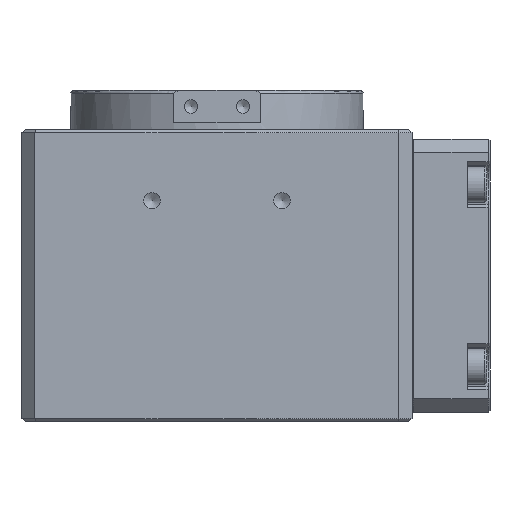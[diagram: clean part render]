
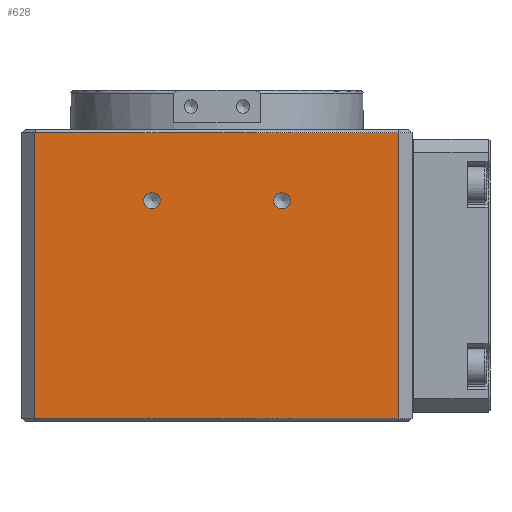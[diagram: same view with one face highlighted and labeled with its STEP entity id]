
A CAD part, left-side view. The second image highlights one B-rep face of the part: STEP entity #628.
In plain terms, the highlighted planar face has unit normal (-1, 0, 0).
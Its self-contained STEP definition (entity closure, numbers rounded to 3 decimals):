
#628 = ADVANCED_FACE( '', ( #1406, #1407, #1408 ), #1409, .F. );
#1406 = FACE_BOUND( '', #6123, .T. );
#1407 = FACE_BOUND( '', #6124, .T. );
#1408 = FACE_OUTER_BOUND( '', #6125, .T. );
#1409 = PLANE( '', #6126 );
#6123 = EDGE_LOOP( '', ( #14192 ) );
#6124 = EDGE_LOOP( '', ( #14193 ) );
#6125 = EDGE_LOOP( '', ( #14194, #14195, #14196, #14197 ) );
#6126 = AXIS2_PLACEMENT_3D( '', #14198, #14199, #14200 );
#14192 = ORIENTED_EDGE( '', *, *, #15610, .T. );
#14193 = ORIENTED_EDGE( '', *, *, #15289, .T. );
#14194 = ORIENTED_EDGE( '', *, *, #15611, .T. );
#14195 = ORIENTED_EDGE( '', *, *, #15612, .T. );
#14196 = ORIENTED_EDGE( '', *, *, #15488, .T. );
#14197 = ORIENTED_EDGE( '', *, *, #15579, .T. );
#14198 = CARTESIAN_POINT( '', ( -42., 30., 22.5 ) );
#14199 = DIRECTION( '', ( 1., 0., 0. ) );
#14200 = DIRECTION( '', ( 0., 1., 0. ) );
#15289 = EDGE_CURVE( '', #16087, #16087, #16088, .T. );
#15488 = EDGE_CURVE( '', #16407, #16408, #16409, .T. );
#15579 = EDGE_CURVE( '', #16408, #16079, #16536, .T. );
#15610 = EDGE_CURVE( '', #16575, #16575, #16576, .T. );
#15611 = EDGE_CURVE( '', #16079, #16577, #16578, .T. );
#15612 = EDGE_CURVE( '', #16577, #16407, #16579, .T. );
#16079 = VERTEX_POINT( '', #18222 );
#16087 = VERTEX_POINT( '', #18233 );
#16088 = CIRCLE( '', #18234, 1.25 );
#16407 = VERTEX_POINT( '', #21238 );
#16408 = VERTEX_POINT( '', #21239 );
#16409 = LINE( '', #21240, #21241 );
#16536 = LINE( '', #21450, #21451 );
#16575 = VERTEX_POINT( '', #21503 );
#16576 = CIRCLE( '', #21504, 1.25 );
#16577 = VERTEX_POINT( '', #21505 );
#16578 = LINE( '', #21506, #21507 );
#16579 = LINE( '', #21508, #21509 );
#18222 = CARTESIAN_POINT( '', ( -42., 28., 22. ) );
#18233 = CARTESIAN_POINT( '', ( -42., 8.75, 11.5 ) );
#18234 = AXIS2_PLACEMENT_3D( '', #24791, #24792, #24793 );
#21238 = CARTESIAN_POINT( '', ( -42., -28., -22. ) );
#21239 = CARTESIAN_POINT( '', ( -42., -28., 22. ) );
#21240 = CARTESIAN_POINT( '', ( -42., -28., 22.5 ) );
#21241 = VECTOR( '', #25029, 1000. );
#21450 = CARTESIAN_POINT( '', ( -42., 28., 22. ) );
#21451 = VECTOR( '', #25133, 1000. );
#21503 = CARTESIAN_POINT( '', ( -42., -11.25, 11.5 ) );
#21504 = AXIS2_PLACEMENT_3D( '', #25162, #25163, #25164 );
#21505 = CARTESIAN_POINT( '', ( -42., 28., -22. ) );
#21506 = CARTESIAN_POINT( '', ( -42., 28., 22.5 ) );
#21507 = VECTOR( '', #25165, 1000. );
#21508 = CARTESIAN_POINT( '', ( -42., 30., -22. ) );
#21509 = VECTOR( '', #25166, 1000. );
#24791 = CARTESIAN_POINT( '', ( -42., 10., 11.5 ) );
#24792 = DIRECTION( '', ( 1., 0., 0. ) );
#24793 = DIRECTION( '', ( 0., -1., 0. ) );
#25029 = DIRECTION( '', ( 0., 0., 1. ) );
#25133 = DIRECTION( '', ( 0., 1., 0. ) );
#25162 = CARTESIAN_POINT( '', ( -42., -10., 11.5 ) );
#25163 = DIRECTION( '', ( 1., 0., 0. ) );
#25164 = DIRECTION( '', ( 0., -1., 0. ) );
#25165 = DIRECTION( '', ( 0., 0., -1. ) );
#25166 = DIRECTION( '', ( 0., -1., 0. ) );
